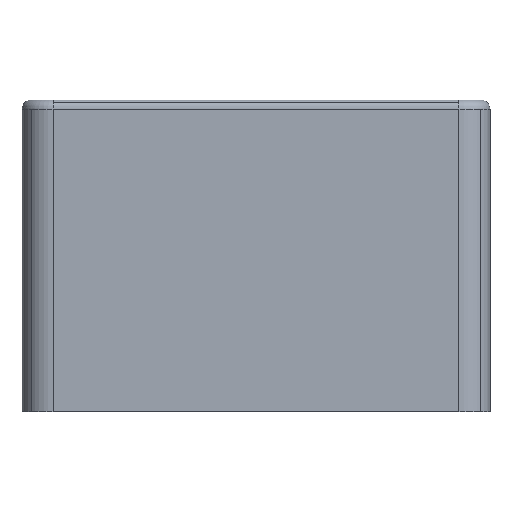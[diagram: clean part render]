
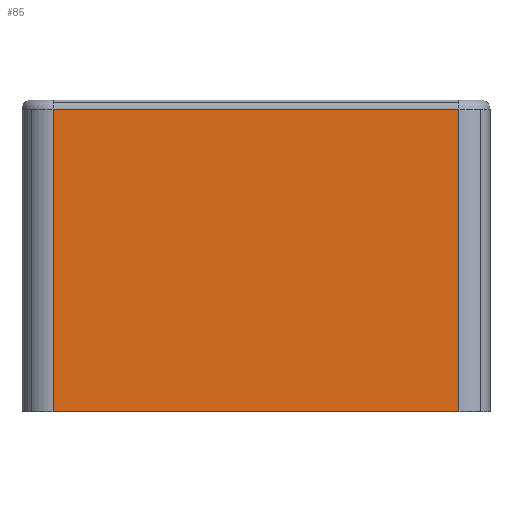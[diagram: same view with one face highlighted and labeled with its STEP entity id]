
A CAD part, front view. The second image highlights one B-rep face of the part: STEP entity #85.
In plain terms, the highlighted planar face has unit normal (0, -1, 0).
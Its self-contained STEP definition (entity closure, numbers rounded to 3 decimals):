
#85=ADVANCED_FACE('',(#172),#173,.T.);
#172=FACE_OUTER_BOUND('',#258,.T.);
#173=PLANE('',#259);
#258=EDGE_LOOP('',(#435,#436,#437,#438));
#259=AXIS2_PLACEMENT_3D('',#439,#440,#441);
#435=ORIENTED_EDGE('',*,*,#583,.F.);
#436=ORIENTED_EDGE('',*,*,#532,.F.);
#437=ORIENTED_EDGE('',*,*,#591,.T.);
#438=ORIENTED_EDGE('',*,*,#588,.T.);
#439=CARTESIAN_POINT('',(147.738,57.393,0.0));
#440=DIRECTION('',(0.0,-1.0,0.0));
#441=DIRECTION('',(1.0,0.0,0.0));
#532=EDGE_CURVE('',#632,#634,#635,.T.);
#583=EDGE_CURVE('',#634,#704,#710,.T.);
#588=EDGE_CURVE('',#715,#704,#716,.T.);
#591=EDGE_CURVE('',#632,#715,#719,.T.);
#632=VERTEX_POINT('',#768);
#634=VERTEX_POINT('',#770);
#635=LINE('',#771,#772);
#704=VERTEX_POINT('',#854);
#710=LINE('',#860,#861);
#715=VERTEX_POINT('',#866);
#716=LINE('',#867,#868);
#719=LINE('',#871,#872);
#768=CARTESIAN_POINT('',(82.738,57.393,0.0));
#770=CARTESIAN_POINT('',(82.738,57.393,97.0));
#771=CARTESIAN_POINT('',(82.738,57.393,0.0));
#772=VECTOR('',#920,1.0);
#854=CARTESIAN_POINT('',(212.738,57.393,97.0));
#860=CARTESIAN_POINT('',(110.238,57.393,97.0));
#861=VECTOR('',#1009,1.0);
#866=CARTESIAN_POINT('',(212.738,57.393,0.0));
#867=CARTESIAN_POINT('',(212.738,57.393,0.0));
#868=VECTOR('',#1016,1.0);
#871=CARTESIAN_POINT('',(82.738,57.393,0.0));
#872=VECTOR('',#1020,1.0);
#920=DIRECTION('',(0.0,0.0,1.0));
#1009=DIRECTION('',(1.0,0.0,0.0));
#1016=DIRECTION('',(0.0,0.0,1.0));
#1020=DIRECTION('',(1.0,0.0,0.0));
